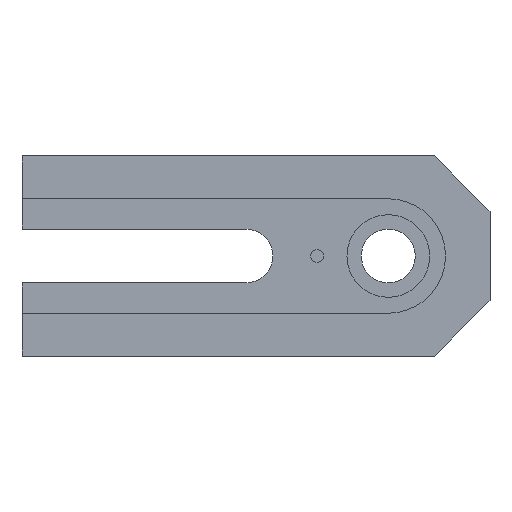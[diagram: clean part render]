
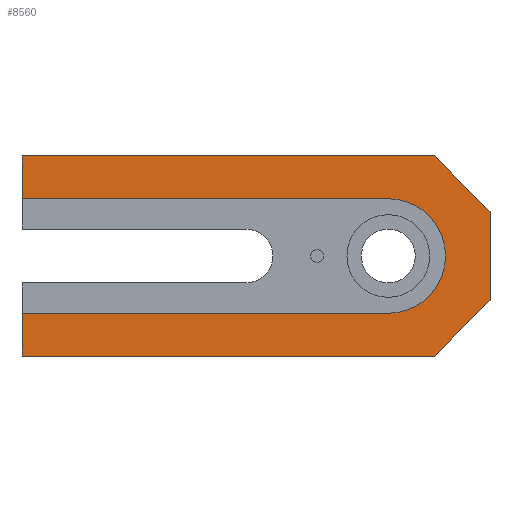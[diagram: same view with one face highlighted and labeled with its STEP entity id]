
A CAD part, front view. The second image highlights one B-rep face of the part: STEP entity #8560.
In plain terms, the highlighted planar face has unit normal (0, -1, 0).
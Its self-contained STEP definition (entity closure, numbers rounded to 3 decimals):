
#262 = EDGE_CURVE ( 'NONE', #287, #289, #11872, .T. ) ;
#287 = VERTEX_POINT ( 'NONE', #11927 ) ;
#289 = VERTEX_POINT ( 'NONE', #11926 ) ;
#8464 = ORIENTED_EDGE ( 'NONE', *, *, #8465, .T. ) ;
#8465 = EDGE_CURVE ( 'NONE', #8553, #8466, #12829, .T. ) ;
#8466 = VERTEX_POINT ( 'NONE', #12810 ) ;
#8467 = ORIENTED_EDGE ( 'NONE', *, *, #8468, .F. ) ;
#8468 = EDGE_CURVE ( 'NONE', #8585, #8466, #12809, .T. ) ;
#8508 = VERTEX_POINT ( 'NONE', #12925 ) ;
#8551 = ORIENTED_EDGE ( 'NONE', *, *, #8552, .T. ) ;
#8552 = EDGE_CURVE ( 'NONE', #8562, #8553, #13091, .T. ) ;
#8553 = VERTEX_POINT ( 'NONE', #13087 ) ;
#8560 = ADVANCED_FACE ( 'NONE', ( #13137 ), #13172, .F. ) ;
#8561 = EDGE_LOOP ( 'NONE', ( #8551, #8464, #8467, #8586, #8588, #8589, #8592, #8595, #8563, #8565 ) ) ;
#8562 = VERTEX_POINT ( 'NONE', #13167 ) ;
#8563 = ORIENTED_EDGE ( 'NONE', *, *, #8564, .F. ) ;
#8564 = EDGE_CURVE ( 'NONE', #8508, #8597, #13166, .T. ) ;
#8565 = ORIENTED_EDGE ( 'NONE', *, *, #8566, .T. ) ;
#8566 = EDGE_CURVE ( 'NONE', #8508, #8562, #13161, .T. ) ;
#8585 = VERTEX_POINT ( 'NONE', #13205 ) ;
#8586 = ORIENTED_EDGE ( 'NONE', *, *, #8587, .F. ) ;
#8587 = EDGE_CURVE ( 'NONE', #289, #8585, #13204, .T. ) ;
#8588 = ORIENTED_EDGE ( 'NONE', *, *, #262, .F. ) ;
#8589 = ORIENTED_EDGE ( 'NONE', *, *, #8590, .F. ) ;
#8590 = EDGE_CURVE ( 'NONE', #8591, #287, #13200, .T. ) ;
#8591 = VERTEX_POINT ( 'NONE', #13196 ) ;
#8592 = ORIENTED_EDGE ( 'NONE', *, *, #8593, .F. ) ;
#8593 = EDGE_CURVE ( 'NONE', #8594, #8591, #13261, .T. ) ;
#8594 = VERTEX_POINT ( 'NONE', #13257 ) ;
#8595 = ORIENTED_EDGE ( 'NONE', *, *, #8596, .T. ) ;
#8596 = EDGE_CURVE ( 'NONE', #8594, #8597, #13256, .T. ) ;
#8597 = VERTEX_POINT ( 'NONE', #13252 ) ;
#11869 = DIRECTION ( 'NONE',  ( -1., 0., 0. ) ) ;
#11870 = VECTOR ( 'NONE', #11869, 1000. ) ;
#11871 = CARTESIAN_POINT ( 'NONE',  ( -48.295, -5., -12.497 ) ) ;
#11872 = LINE ( 'NONE', #11871, #11870 ) ;
#11926 = CARTESIAN_POINT ( 'NONE',  ( -27.94, -5., -12.497 ) ) ;
#11927 = CARTESIAN_POINT ( 'NONE',  ( 23.571, -5., -12.497 ) ) ;
#12771 = CARTESIAN_POINT ( 'NONE',  ( 17.78, -5., 0. ) ) ;
#12806 = DIRECTION ( 'NONE',  ( 1., 0., 0. ) ) ;
#12807 = VECTOR ( 'NONE', #12806, 1000. ) ;
#12808 = CARTESIAN_POINT ( 'NONE',  ( -48.295, -5., -7.15 ) ) ;
#12809 = LINE ( 'NONE', #12808, #12807 ) ;
#12810 = CARTESIAN_POINT ( 'NONE',  ( 17.78, -5., -7.15 ) ) ;
#12826 = DIRECTION ( 'NONE',  ( 0., 0., 1. ) ) ;
#12827 = DIRECTION ( 'NONE',  ( 0., 1., 0. ) ) ;
#12828 = AXIS2_PLACEMENT_3D ( 'NONE', #12771, #12827, #12826 ) ;
#12829 = CIRCLE ( 'NONE', #12828, 7.15 ) ;
#12925 = CARTESIAN_POINT ( 'NONE',  ( -27.94, -5., 12.497 ) ) ;
#13087 = CARTESIAN_POINT ( 'NONE',  ( 17.78, -5., 7.15 ) ) ;
#13088 = DIRECTION ( 'NONE',  ( 1., 0., 0. ) ) ;
#13089 = VECTOR ( 'NONE', #13088, 1000. ) ;
#13090 = CARTESIAN_POINT ( 'NONE',  ( -48.295, -5., 7.15 ) ) ;
#13091 = LINE ( 'NONE', #13090, #13089 ) ;
#13137 = FACE_OUTER_BOUND ( 'NONE', #8561, .T. ) ;
#13158 = DIRECTION ( 'NONE',  ( 0., 0., -1. ) ) ;
#13159 = VECTOR ( 'NONE', #13158, 1000. ) ;
#13160 = CARTESIAN_POINT ( 'NONE',  ( -27.94, -5., 0. ) ) ;
#13161 = LINE ( 'NONE', #13160, #13159 ) ;
#13163 = DIRECTION ( 'NONE',  ( 1., 0., 0. ) ) ;
#13164 = VECTOR ( 'NONE', #13163, 1000. ) ;
#13165 = CARTESIAN_POINT ( 'NONE',  ( -48.295, -5., 12.497 ) ) ;
#13166 = LINE ( 'NONE', #13165, #13164 ) ;
#13167 = CARTESIAN_POINT ( 'NONE',  ( -27.94, -5., 7.15 ) ) ;
#13168 = DIRECTION ( 'NONE',  ( 0., 0., 1. ) ) ;
#13169 = DIRECTION ( 'NONE',  ( 0., 1., 0. ) ) ;
#13170 = CARTESIAN_POINT ( 'NONE',  ( -48.295, -5., 0. ) ) ;
#13171 = AXIS2_PLACEMENT_3D ( 'NONE', #13170, #13169, #13168 ) ;
#13172 = PLANE ( 'NONE',  #13171 ) ;
#13196 = CARTESIAN_POINT ( 'NONE',  ( 30.48, -5., -5.588 ) ) ;
#13197 = DIRECTION ( 'NONE',  ( -0.707, 0., -0.707 ) ) ;
#13198 = VECTOR ( 'NONE', #13197, 1000. ) ;
#13199 = CARTESIAN_POINT ( 'NONE',  ( -6.114, -5., -42.182 ) ) ;
#13200 = LINE ( 'NONE', #13199, #13198 ) ;
#13201 = DIRECTION ( 'NONE',  ( 0., 0., 1. ) ) ;
#13202 = VECTOR ( 'NONE', #13201, 1000. ) ;
#13203 = CARTESIAN_POINT ( 'NONE',  ( -27.94, -5., 0. ) ) ;
#13204 = LINE ( 'NONE', #13203, #13202 ) ;
#13205 = CARTESIAN_POINT ( 'NONE',  ( -27.94, -5., -7.15 ) ) ;
#13252 = CARTESIAN_POINT ( 'NONE',  ( 23.571, -5., 12.497 ) ) ;
#13253 = DIRECTION ( 'NONE',  ( -0.707, 0., 0.707 ) ) ;
#13254 = VECTOR ( 'NONE', #13253, 1000. ) ;
#13255 = CARTESIAN_POINT ( 'NONE',  ( -6.114, -5., 42.182 ) ) ;
#13256 = LINE ( 'NONE', #13255, #13254 ) ;
#13257 = CARTESIAN_POINT ( 'NONE',  ( 30.48, -5., 5.588 ) ) ;
#13258 = DIRECTION ( 'NONE',  ( 0., 0., -1. ) ) ;
#13259 = VECTOR ( 'NONE', #13258, 1000. ) ;
#13260 = CARTESIAN_POINT ( 'NONE',  ( 30.48, -5., 0. ) ) ;
#13261 = LINE ( 'NONE', #13260, #13259 ) ;
